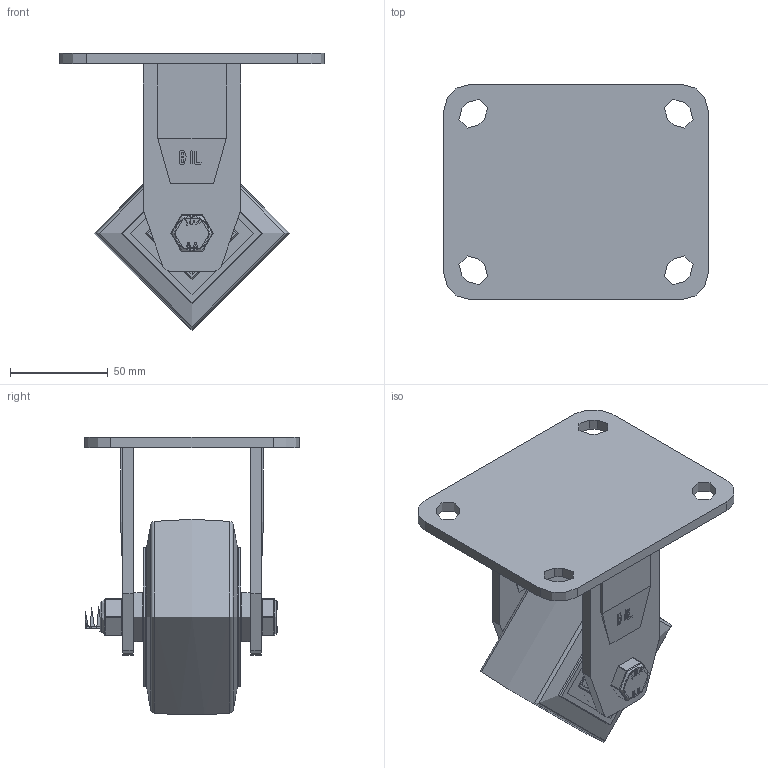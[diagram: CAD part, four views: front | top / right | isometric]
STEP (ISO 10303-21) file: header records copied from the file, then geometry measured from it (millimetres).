
FILE_DESCRIPTION(/* description */ (''),/* implementation_level */ '2;1');
FILE_NAME(/* name */ 'BZEJF100CRBJ.step',/* time_stamp */ '2025-05-28T17:04:29+01:00',/* author */ (''),/* organization */ (''),/* preprocessor_version */ 'ST-DEVELOPER v20.1',/* originating_system */ 'Autodesk Translation Framework v14.10.0.0',/* authorisation */ '');
FILE_SCHEMA (('AUTOMOTIVE_DESIGN { 1 0 10303 214 3 1 1 }'));
Length unit declared in the file: millimetre
Products named in the file (28): BZEJF100CRBJ; BZH100WCRBJM20 v1; 75 SHORE A ELASTIC RUBBER TYRE; CAST IRON RIM; CAST IRON RIM Geometry; BEARING SPACER; BEARING6204; BALL BEARINGS; BEARING6204 (1); BALL BEARINGS (1); Component3; INNER; OUTER; MIDDLE; RUBBER; BZEJF100AS - 60 v1; BZEJF100AS v1 (1); FABRICATED STEEL BRACKET (1); TH20X5X12 - 2 v1; ZINC PLATED, HEADED SPACER; TH20X5X12 - 2 v1 (1); ZINC PLATED, HEADED SPACER (1); HEXBOLTM12X90Z8.8 v2; GRADE 8.8 ZINC PLATED BOLT; NYLOCM12Z v1; NYLOC NUT; NUT; RUBBER (1)
Assembly tree (46 placements, depth 5):
  BZEJF100CRBJ
    BZH100WCRBJM20 v1
      75 SHORE A ELASTIC RUBBER TYRE
      CAST IRON RIM
        CAST IRON RIM Geometry
        BEARING SPACER
      BEARING6204
        INNER
        OUTER
        BALL BEARINGS
          Component3  x8
        MIDDLE
        RUBBER
      BEARING6204 (1)
        BALL BEARINGS (1)
          Component3  x8
        INNER
        OUTER
        MIDDLE
        RUBBER
    BZEJF100AS - 60 v1
      BZEJF100AS v1 (1)
        FABRICATED STEEL BRACKET (1)
    TH20X5X12 - 2 v1
      ZINC PLATED, HEADED SPACER
    TH20X5X12 - 2 v1 (1)
      ZINC PLATED, HEADED SPACER (1)
    HEXBOLTM12X90Z8.8 v2
      GRADE 8.8 ZINC PLATED BOLT
    NYLOCM12Z v1
      NYLOC NUT
        NUT
        RUBBER (1)
Bounding box: 135 x 110 x 141.89 mm (x, y, z)
Volume: 471337.4 mm3; surface area: 155620.8 mm2
Topology: 35 solids, 35 shells, 1055 faces, 2679 edges, 1775 vertices
Faces by surface type: plane 443, bspline 334, cylinder 192, sphere 66, torus 17, cone 3
Full cylindrical faces by diameter (mm): 9.836 x16, 11.834 x16, 12 x3, 12.5 x2, 13 x2, 14 x2, 17.75 x1, 18.5 x1, 19.75 x2, 20 x3, 23 x1, 25 x2, 27 x2, 28.5 x8, 30.8 x4, 31.3 x4, 38 x1, 40.3 x4, 40.5 x4, 40.8 x4, 42 x10, 47 x4, 63 x2, 71 x2
Entity records: 30301 total; most frequent: CARTESIAN_POINT 13888, ORIENTED_EDGE 3444, DIRECTION 2798, EDGE_CURVE 1722, VERTEX_POINT 1141, AXIS2_PLACEMENT_3D 977, LINE 844, VECTOR 844
